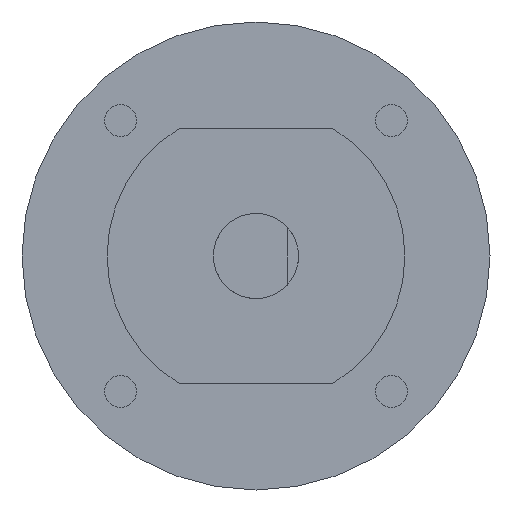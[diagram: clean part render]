
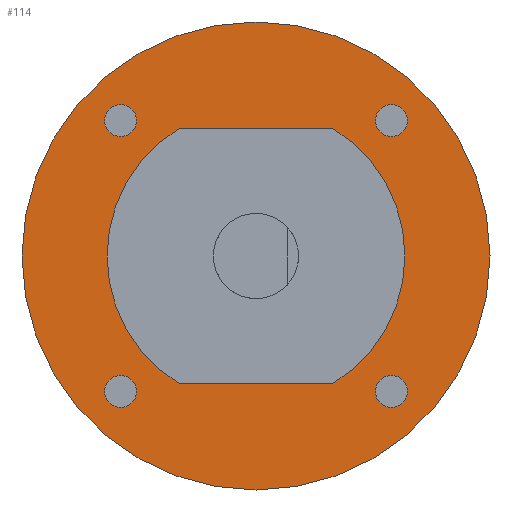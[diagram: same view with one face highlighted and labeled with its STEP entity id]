
A CAD part, front view. The second image highlights one B-rep face of the part: STEP entity #114.
In plain terms, the highlighted planar face has unit normal (0, -1, 0).
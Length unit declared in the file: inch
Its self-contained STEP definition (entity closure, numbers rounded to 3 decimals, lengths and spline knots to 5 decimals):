
#1 = CARTESIAN_POINT ( 'NONE',  ( -0.14195, 0., 0.23622 ) ) ;
#2 = CIRCLE ( 'NONE', #81, 0.27559 ) ;
#8 = DIRECTION ( 'NONE',  ( 0., -1., 0. ) ) ;
#15 = CARTESIAN_POINT ( 'NONE',  ( 0., 0., 0. ) ) ;
#43 = CARTESIAN_POINT ( 'NONE',  ( -0.14195, 0., -0.23622 ) ) ;
#50 = CARTESIAN_POINT ( 'NONE',  ( 0.25055, 0., 0.25055 ) ) ;
#58 = AXIS2_PLACEMENT_3D ( 'NONE', #122, #244, #349 ) ;
#60 = DIRECTION ( 'NONE',  ( -1., 0., 0. ) ) ;
#61 = VERTEX_POINT ( 'NONE', #498 ) ;
#72 = CARTESIAN_POINT ( 'NONE',  ( 0.28008, 0., 0.25055 ) ) ;
#81 = AXIS2_PLACEMENT_3D ( 'NONE', #594, #345, #85 ) ;
#85 = DIRECTION ( 'NONE',  ( 0., 0., -1. ) ) ;
#86 = ORIENTED_EDGE ( 'NONE', *, *, #150, .F. ) ;
#89 = FACE_BOUND ( 'NONE', #634, .T. ) ;
#103 = CARTESIAN_POINT ( 'NONE',  ( -0.14195, 0., 0.23622 ) ) ;
#114 = ADVANCED_FACE ( 'NONE', ( #415, #694, #642, #89, #522, #638 ), #525, .F. ) ;
#116 = AXIS2_PLACEMENT_3D ( 'NONE', #327, #550, #60 ) ;
#122 = CARTESIAN_POINT ( 'NONE',  ( -0.25055, 0., 0.25055 ) ) ;
#132 = VERTEX_POINT ( 'NONE', #523 ) ;
#138 = CARTESIAN_POINT ( 'NONE',  ( 0., 0., 0.43307 ) ) ;
#146 = ORIENTED_EDGE ( 'NONE', *, *, #680, .F. ) ;
#147 = DIRECTION ( 'NONE',  ( 0., 1., 0. ) ) ;
#150 = EDGE_CURVE ( 'NONE', #329, #528, #310, .T. ) ;
#157 = AXIS2_PLACEMENT_3D ( 'NONE', #50, #422, #412 ) ;
#174 = DIRECTION ( 'NONE',  ( 0., -1., 0. ) ) ;
#186 = CIRCLE ( 'NONE', #116, 0.02953 ) ;
#202 = LINE ( 'NONE', #1, #678 ) ;
#207 = EDGE_CURVE ( 'NONE', #528, #132, #480, .T. ) ;
#223 = VECTOR ( 'NONE', #255, 39.37008 ) ;
#224 = ORIENTED_EDGE ( 'NONE', *, *, #446, .F. ) ;
#234 = EDGE_LOOP ( 'NONE', ( #224 ) ) ;
#244 = DIRECTION ( 'NONE',  ( 0., -1., 0. ) ) ;
#255 = DIRECTION ( 'NONE',  ( 1., 0., 0. ) ) ;
#260 = CARTESIAN_POINT ( 'NONE',  ( 0., 0., 0. ) ) ;
#270 = AXIS2_PLACEMENT_3D ( 'NONE', #15, #174, #276 ) ;
#276 = DIRECTION ( 'NONE',  ( 0., 0., -1. ) ) ;
#280 = VERTEX_POINT ( 'NONE', #443 ) ;
#287 = AXIS2_PLACEMENT_3D ( 'NONE', #566, #8, #404 ) ;
#289 = EDGE_CURVE ( 'NONE', #61, #61, #374, .T. ) ;
#298 = ORIENTED_EDGE ( 'NONE', *, *, #615, .F. ) ;
#310 = LINE ( 'NONE', #649, #223 ) ;
#327 = CARTESIAN_POINT ( 'NONE',  ( -0.25055, 0., -0.25055 ) ) ;
#329 = VERTEX_POINT ( 'NONE', #43 ) ;
#335 = EDGE_LOOP ( 'NONE', ( #390, #86, #441, #146 ) ) ;
#345 = DIRECTION ( 'NONE',  ( 0., -1., 0. ) ) ;
#349 = DIRECTION ( 'NONE',  ( 0., 0., 1. ) ) ;
#353 = CARTESIAN_POINT ( 'NONE',  ( 0., 0., 0. ) ) ;
#369 = EDGE_CURVE ( 'NONE', #627, #627, #402, .T. ) ;
#372 = AXIS2_PLACEMENT_3D ( 'NONE', #260, #482, #703 ) ;
#374 = CIRCLE ( 'NONE', #58, 0.02953 ) ;
#381 = ORIENTED_EDGE ( 'NONE', *, *, #289, .F. ) ;
#387 = VERTEX_POINT ( 'NONE', #614 ) ;
#390 = ORIENTED_EDGE ( 'NONE', *, *, #207, .F. ) ;
#393 = EDGE_LOOP ( 'NONE', ( #670 ) ) ;
#395 = VERTEX_POINT ( 'NONE', #72 ) ;
#402 = CIRCLE ( 'NONE', #372, 0.43307 ) ;
#404 = DIRECTION ( 'NONE',  ( 0., 0., -1. ) ) ;
#412 = DIRECTION ( 'NONE',  ( 1., 0., 0. ) ) ;
#415 = FACE_BOUND ( 'NONE', #234, .T. ) ;
#422 = DIRECTION ( 'NONE',  ( 0., -1., 0. ) ) ;
#432 = CIRCLE ( 'NONE', #287, 0.02953 ) ;
#441 = ORIENTED_EDGE ( 'NONE', *, *, #662, .F. ) ;
#443 = CARTESIAN_POINT ( 'NONE',  ( 0.25055, 0., -0.28008 ) ) ;
#444 = AXIS2_PLACEMENT_3D ( 'NONE', #353, #147, #584 ) ;
#446 = EDGE_CURVE ( 'NONE', #387, #387, #186, .T. ) ;
#447 = ORIENTED_EDGE ( 'NONE', *, *, #369, .F. ) ;
#469 = EDGE_LOOP ( 'NONE', ( #447 ) ) ;
#480 = CIRCLE ( 'NONE', #270, 0.27559 ) ;
#482 = DIRECTION ( 'NONE',  ( 0., 1., 0. ) ) ;
#498 = CARTESIAN_POINT ( 'NONE',  ( -0.25055, 0., 0.28008 ) ) ;
#522 = FACE_OUTER_BOUND ( 'NONE', #469, .T. ) ;
#523 = CARTESIAN_POINT ( 'NONE',  ( 0.14195, 0., 0.23622 ) ) ;
#525 = PLANE ( 'NONE',  #444 ) ;
#528 = VERTEX_POINT ( 'NONE', #558 ) ;
#543 = VERTEX_POINT ( 'NONE', #103 ) ;
#550 = DIRECTION ( 'NONE',  ( 0., -1., 0. ) ) ;
#558 = CARTESIAN_POINT ( 'NONE',  ( 0.14195, 0., -0.23622 ) ) ;
#566 = CARTESIAN_POINT ( 'NONE',  ( 0.25055, 0., -0.25055 ) ) ;
#584 = DIRECTION ( 'NONE',  ( 0., 0., 1. ) ) ;
#594 = CARTESIAN_POINT ( 'NONE',  ( 0., 0., 0. ) ) ;
#610 = CIRCLE ( 'NONE', #157, 0.02953 ) ;
#614 = CARTESIAN_POINT ( 'NONE',  ( -0.28008, 0., -0.25055 ) ) ;
#615 = EDGE_CURVE ( 'NONE', #280, #280, #432, .T. ) ;
#616 = EDGE_LOOP ( 'NONE', ( #381 ) ) ;
#627 = VERTEX_POINT ( 'NONE', #138 ) ;
#634 = EDGE_LOOP ( 'NONE', ( #298 ) ) ;
#638 = FACE_BOUND ( 'NONE', #335, .T. ) ;
#642 = FACE_BOUND ( 'NONE', #393, .T. ) ;
#649 = CARTESIAN_POINT ( 'NONE',  ( 0.14195, 0., -0.23622 ) ) ;
#655 = DIRECTION ( 'NONE',  ( -1., 0., 0. ) ) ;
#662 = EDGE_CURVE ( 'NONE', #543, #329, #2, .T. ) ;
#670 = ORIENTED_EDGE ( 'NONE', *, *, #695, .F. ) ;
#678 = VECTOR ( 'NONE', #655, 39.37008 ) ;
#680 = EDGE_CURVE ( 'NONE', #132, #543, #202, .T. ) ;
#694 = FACE_BOUND ( 'NONE', #616, .T. ) ;
#695 = EDGE_CURVE ( 'NONE', #395, #395, #610, .T. ) ;
#703 = DIRECTION ( 'NONE',  ( 0., 0., 1. ) ) ;
